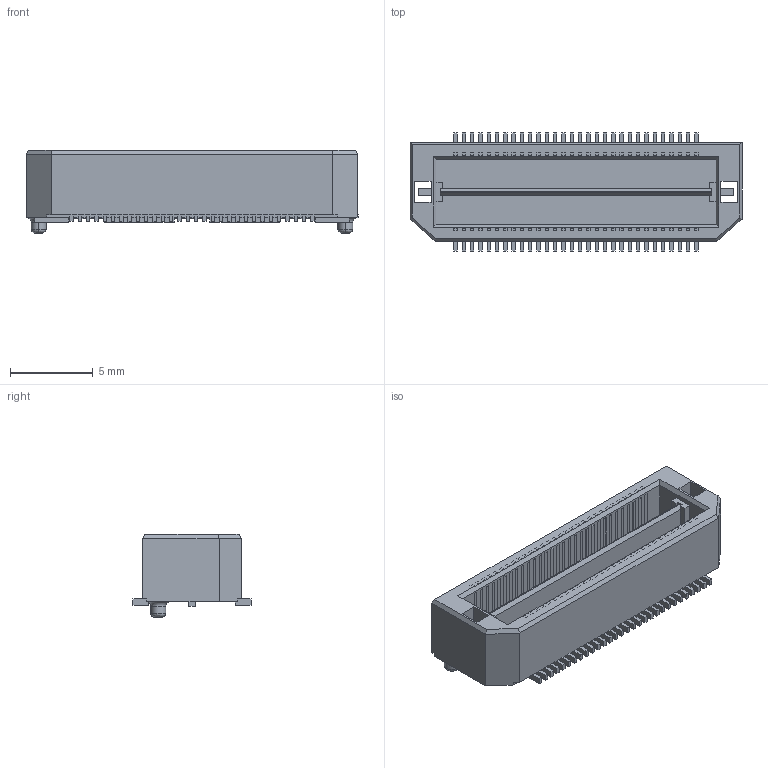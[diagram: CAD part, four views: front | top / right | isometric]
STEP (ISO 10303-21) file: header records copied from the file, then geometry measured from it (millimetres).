
FILE_DESCRIPTION((''),'2;1');
FILE_NAME('SAMTEC_QTH-030-01-X-D-A','2009-06-17T',('dburnier'),(''),'PRO/ENGINEER BY PARAMETRIC TECHNOLOGY CORPORATION, 2008410','PRO/ENGINEER BY PARAMETRIC TECHNOLOGY CORPORATION, 2008410','');
FILE_SCHEMA(('AUTOMOTIVE_DESIGN_CC2 { 1 2 10303 214 -1 1 5 2 }'));
Length unit declared in the file: inch
Products named in the file (1): SAMTEC_QTH-030-01-X-D-A
Bounding box: 20 x 7.11 x 5 mm (x, y, z)
Volume: 317.5 mm3; surface area: 704.9 mm2
Topology: 1 solids, 1 shells, 871 faces, 2522 edges, 1714 vertices
Faces by surface type: plane 859, bspline 4, cylinder 4, torus 4
Entity records: 34426 total; most frequent: CARTESIAN_POINT 5215, ORIENTED_EDGE 5044, DIRECTION 4280, EDGE_CURVE 2522, VECTOR 2498, LINE 2498, VERTEX_POINT 1714, EDGE_LOOP 936
